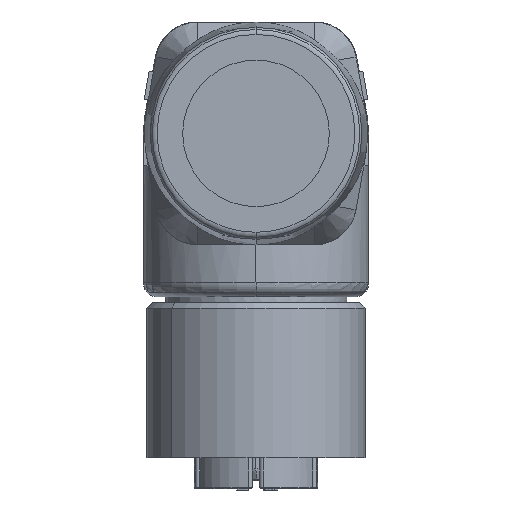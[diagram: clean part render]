
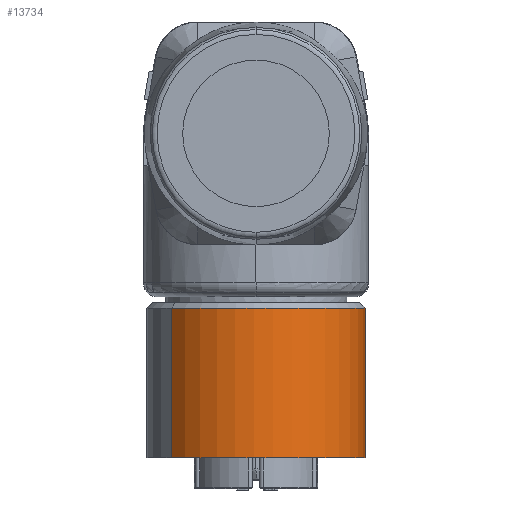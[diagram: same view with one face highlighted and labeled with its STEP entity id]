
A CAD part, front view. The second image highlights one B-rep face of the part: STEP entity #13734.
In plain terms, the highlighted cylindrical face has radius 7.75 mm (diameter 15.5 mm), a partial arc.
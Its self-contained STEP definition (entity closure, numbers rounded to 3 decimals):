
#1939=CARTESIAN_POINT('',(0.,0.,-23.));
#1940=DIRECTION('',(0.,0.,-1.));
#1941=DIRECTION('',(0.775,0.632,0.));
#1942=AXIS2_PLACEMENT_3D('',#1939,#1940,#1941);
#1971=DIRECTION('',(0.,0.,1.));
#1972=VECTOR('',#1971,10.6);
#1973=CARTESIAN_POINT('',(-6.009,-4.894,-23.));
#1974=LINE('',#1973,#1972);
#1978=DIRECTION('',(0.,0.,1.));
#1979=VECTOR('',#1978,10.6);
#1980=CARTESIAN_POINT('',(6.009,4.894,-23.));
#1981=LINE('',#1980,#1979);
#1985=CARTESIAN_POINT('',(0.,0.,-12.4));
#1986=DIRECTION('',(0.,0.,1.));
#1987=DIRECTION('',(-0.775,-0.632,0.));
#1988=AXIS2_PLACEMENT_3D('',#1985,#1986,#1987);
#11891=CARTESIAN_POINT('',(-6.009,-4.894,-12.4));
#11893=VERTEX_POINT('',#11891);
#11895=CARTESIAN_POINT('',(6.009,4.894,-12.4));
#11897=VERTEX_POINT('',#11895);
#11946=CARTESIAN_POINT('',(-6.009,-4.894,-23.));
#11947=VERTEX_POINT('',#11946);
#11948=CARTESIAN_POINT('',(6.009,4.894,-23.));
#11949=VERTEX_POINT('',#11948);
#13722=CARTESIAN_POINT('',(0.,0.,-22.5));
#13723=DIRECTION('',(0.,0.,1.));
#13724=DIRECTION('',(0.775,0.632,0.));
#13725=AXIS2_PLACEMENT_3D('',#13722,#13723,#13724);
#13726=CYLINDRICAL_SURFACE('',#13725,7.75);
#13727=ORIENTED_EDGE('',*,*,#13710,.T.);
#13728=ORIENTED_EDGE('',*,*,#13700,.T.);
#13730=ORIENTED_EDGE('',*,*,#13729,.T.);
#13731=ORIENTED_EDGE('',*,*,#13697,.F.);
#13732=EDGE_LOOP('',(#13727,#13728,#13730,#13731));
#13733=FACE_OUTER_BOUND('',#13732,.F.);
#13734=ADVANCED_FACE('',(#13733),#13726,.T.);
#1943=CIRCLE('',#1942,7.75);
#1989=CIRCLE('',#1988,7.75);
#13697=EDGE_CURVE('',#11949,#11897,#1981,.T.);
#13700=EDGE_CURVE('',#11947,#11893,#1974,.T.);
#13710=EDGE_CURVE('',#11949,#11947,#1943,.T.);
#13729=EDGE_CURVE('',#11893,#11897,#1989,.T.);
